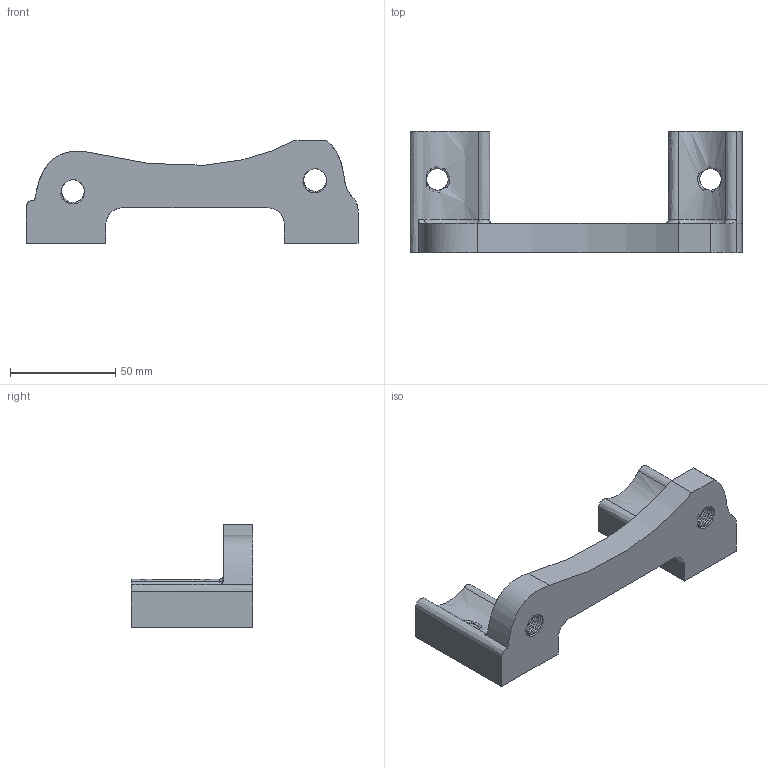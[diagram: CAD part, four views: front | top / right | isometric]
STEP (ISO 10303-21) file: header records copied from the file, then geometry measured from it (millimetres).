
FILE_DESCRIPTION(/* description */ (''),/* implementation_level */ '2;1');
FILE_NAME(/* name */ '19283brembo1 (2) v3.step',/* time_stamp */ '2022-03-26T19:28:10+01:00',/* author */ (''),/* organization */ (''),/* preprocessor_version */ 'ST-DEVELOPER v18.1',/* originating_system */ 'Autodesk Translation Framework v10.13.0.1454',/* authorisation */ '');
FILE_SCHEMA (('AUTOMOTIVE_DESIGN { 1 0 10303 214 3 1 1 }'));
Products named in the file (1): 19283brembo1 (2)
Bounding box: 158 x 58 x 49 mm (x, y, z)
Volume: 111344.6 mm3; surface area: 27711.1 mm2
Topology: 1 solids, 1 shells, 150 faces, 559 edges, 411 vertices
Faces by surface type: cylinder 97, bspline 40, plane 13
Full cylindrical faces by diameter (mm): 10.274 x12, 10.78 x20, 12.18 x20, 12.226 x5, 12.227 x8
Entity records: 40745 total; most frequent: CARTESIAN_POINT 36794, ORIENTED_EDGE 1118, EDGE_CURVE 559, B_SPLINE_CURVE_WITH_KNOTS 421, VERTEX_POINT 411, DIRECTION 395, EDGE_LOOP 158, FACE_OUTER_BOUND 150
